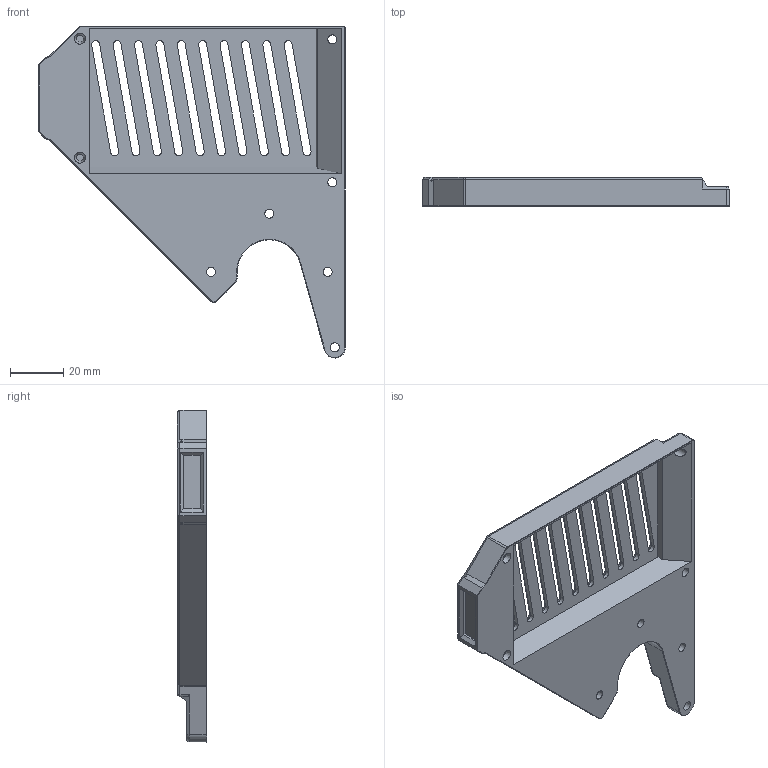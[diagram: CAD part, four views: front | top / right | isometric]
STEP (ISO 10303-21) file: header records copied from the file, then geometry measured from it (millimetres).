
FILE_DESCRIPTION(/* description */ (''),/* implementation_level */ '2;1');
FILE_NAME(/* name */ 'BASECOVER_LEFT_V01.step',/* time_stamp */ '2023-01-16T22:50:05+01:00',/* author */ (''),/* organization */ (''),/* preprocessor_version */ 'ST-DEVELOPER v19.2',/* originating_system */ 'Autodesk Translation Framework v11.17.0.187',/* authorisation */ '');
FILE_SCHEMA (('AUTOMOTIVE_DESIGN { 1 0 10303 214 3 1 1 }'));
Length unit declared in the file: millimetre
Products named in the file (1): BASECOVER_LEFT_V01_PR
Bounding box: 114.82 x 11 x 124.2 mm (x, y, z)
Volume: 53383.3 mm3; surface area: 24935 mm2
Topology: 1 solids, 1 shells, 174 faces, 426 edges, 257 vertices
Faces by surface type: plane 98, cone 41, cylinder 35
Full cylindrical faces by diameter (mm): 2.7 x2, 3.4 x6
Entity records: 5126 total; most frequent: DIRECTION 896, CARTESIAN_POINT 860, ORIENTED_EDGE 852, EDGE_CURVE 426, LINE 304, VECTOR 304, AXIS2_PLACEMENT_3D 296, VERTEX_POINT 257
